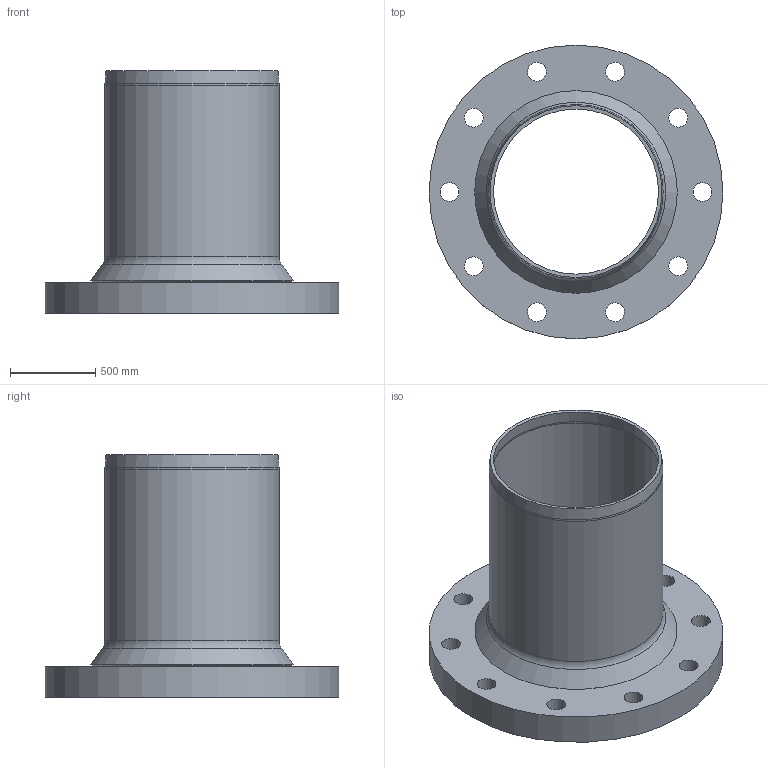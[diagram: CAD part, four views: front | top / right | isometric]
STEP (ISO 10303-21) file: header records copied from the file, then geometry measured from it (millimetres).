
FILE_DESCRIPTION(/* description */ (''),/* implementation_level */ '2;1');
FILE_NAME(/* name */ '86086.100X_3D.stp',/* time_stamp */ '2024-12-12T09:52:04+01:00',/* author */ ('CAD'),/* organization */ (''),/* preprocessor_version */ 'ST-DEVELOPER v20',/* originating_system */ 'AutoCAD Mechanical',/* authorisation */ '');
FILE_SCHEMA (('AUTOMOTIVE_DESIGN { 1 0 10303 214 3 1 1 }'));
Length unit declared in the file: centimetre
Products named in the file (2): Product; *S0
Assembly tree (1 placements, depth 2):
  Product
    *S0
Bounding box: 1720 x 1720 x 1420 mm (x, y, z)
Volume: 292729155.2 mm3; surface area: 12734249.7 mm2
Topology: 2 solids, 2 shells, 26 faces, 68 edges, 44 vertices
Faces by surface type: cylinder 14, cone 6, torus 4, plane 2
Full cylindrical faces by diameter (mm): 110 x10, 980 x1, 1020 x1, 1154 x1, 1720 x1
Entity records: 918 total; most frequent: DIRECTION 174, CARTESIAN_POINT 141, ORIENTED_EDGE 136, AXIS2_PLACEMENT_3D 77, EDGE_CURVE 68, EDGE_LOOP 48, CIRCLE 48, VERTEX_POINT 44
